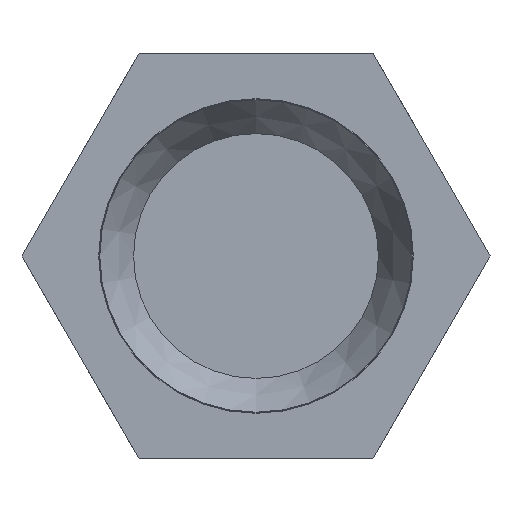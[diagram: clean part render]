
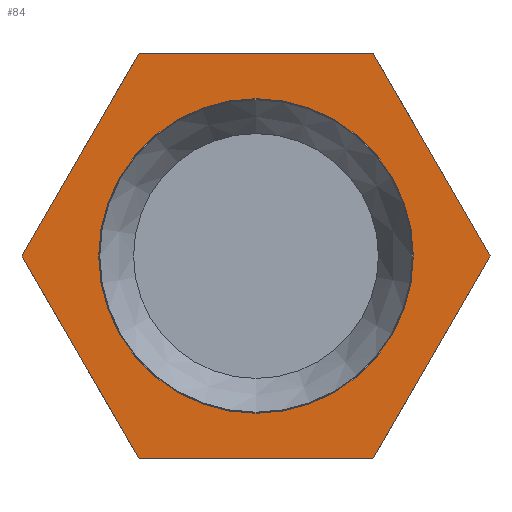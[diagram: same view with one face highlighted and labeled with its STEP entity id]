
A CAD part, front view. The second image highlights one B-rep face of the part: STEP entity #84.
In plain terms, the highlighted planar face has unit normal (0, -1, 0).
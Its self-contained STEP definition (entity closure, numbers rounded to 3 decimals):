
#84 = ADVANCED_FACE( '', ( #180, #181 ), #182, .F. );
#180 = FACE_OUTER_BOUND( '', #275, .T. );
#181 = FACE_BOUND( '', #276, .T. );
#182 = PLANE( '', #277 );
#275 = EDGE_LOOP( '', ( #420, #421, #422, #423, #424, #425 ) );
#276 = EDGE_LOOP( '', ( #426 ) );
#277 = AXIS2_PLACEMENT_3D( '', #427, #428, #429 );
#420 = ORIENTED_EDGE( '', *, *, #462, .F. );
#421 = ORIENTED_EDGE( '', *, *, #508, .F. );
#422 = ORIENTED_EDGE( '', *, *, #512, .F. );
#423 = ORIENTED_EDGE( '', *, *, #476, .F. );
#424 = ORIENTED_EDGE( '', *, *, #503, .F. );
#425 = ORIENTED_EDGE( '', *, *, #487, .F. );
#426 = ORIENTED_EDGE( '', *, *, #481, .T. );
#427 = CARTESIAN_POINT( '', ( -13.856, 2.83, 0. ) );
#428 = DIRECTION( '', ( 0., 1., 0. ) );
#429 = DIRECTION( '', ( 0., 0., 1. ) );
#462 = EDGE_CURVE( '', #520, #522, #523, .T. );
#476 = EDGE_CURVE( '', #544, #546, #547, .T. );
#481 = EDGE_CURVE( '', #554, #554, #555, .T. );
#487 = EDGE_CURVE( '', #522, #563, #564, .T. );
#503 = EDGE_CURVE( '', #563, #544, #587, .T. );
#508 = EDGE_CURVE( '', #591, #520, #593, .T. );
#512 = EDGE_CURVE( '', #546, #591, #598, .T. );
#520 = VERTEX_POINT( '', #606 );
#522 = VERTEX_POINT( '', #609 );
#523 = LINE( '', #610, #611 );
#544 = VERTEX_POINT( '', #644 );
#546 = VERTEX_POINT( '', #647 );
#547 = LINE( '', #648, #649 );
#554 = VERTEX_POINT( '', #668 );
#555 = CIRCLE( '', #669, 9.316 );
#563 = VERTEX_POINT( '', #677 );
#564 = LINE( '', #678, #679 );
#587 = LINE( '', #755, #756 );
#591 = VERTEX_POINT( '', #760 );
#593 = LINE( '', #763, #764 );
#598 = LINE( '', #769, #770 );
#606 = CARTESIAN_POINT( '', ( 6.928, 2.83, 12. ) );
#609 = CARTESIAN_POINT( '', ( 13.856, 2.83, 0. ) );
#610 = CARTESIAN_POINT( '', ( 6.928, 2.83, 12. ) );
#611 = VECTOR( '', #777, 1000. );
#644 = CARTESIAN_POINT( '', ( -6.928, 2.83, -12. ) );
#647 = CARTESIAN_POINT( '', ( -13.856, 2.83, 0. ) );
#648 = CARTESIAN_POINT( '', ( -6.928, 2.83, -12. ) );
#649 = VECTOR( '', #798, 1000. );
#668 = CARTESIAN_POINT( '', ( 0., 2.83, -9.316 ) );
#669 = AXIS2_PLACEMENT_3D( '', #803, #804, #805 );
#677 = CARTESIAN_POINT( '', ( 6.928, 2.83, -12. ) );
#678 = CARTESIAN_POINT( '', ( 13.856, 2.83, 0. ) );
#679 = VECTOR( '', #812, 1000. );
#755 = CARTESIAN_POINT( '', ( 6.928, 2.83, -12. ) );
#756 = VECTOR( '', #829, 1000. );
#760 = CARTESIAN_POINT( '', ( -6.928, 2.83, 12. ) );
#763 = CARTESIAN_POINT( '', ( -6.928, 2.83, 12. ) );
#764 = VECTOR( '', #831, 1000. );
#769 = CARTESIAN_POINT( '', ( -13.856, 2.83, 0. ) );
#770 = VECTOR( '', #835, 1000. );
#777 = DIRECTION( '', ( 0.5, 0., -0.866 ) );
#798 = DIRECTION( '', ( -0.5, 0., 0.866 ) );
#803 = CARTESIAN_POINT( '', ( 0., 2.83, 0. ) );
#804 = DIRECTION( '', ( 0., 1., 0. ) );
#805 = DIRECTION( '', ( 0., 0., -1. ) );
#812 = DIRECTION( '', ( -0.5, 0., -0.866 ) );
#829 = DIRECTION( '', ( -1., 0., 0. ) );
#831 = DIRECTION( '', ( 1., 0., 0. ) );
#835 = DIRECTION( '', ( 0.5, 0., 0.866 ) );
